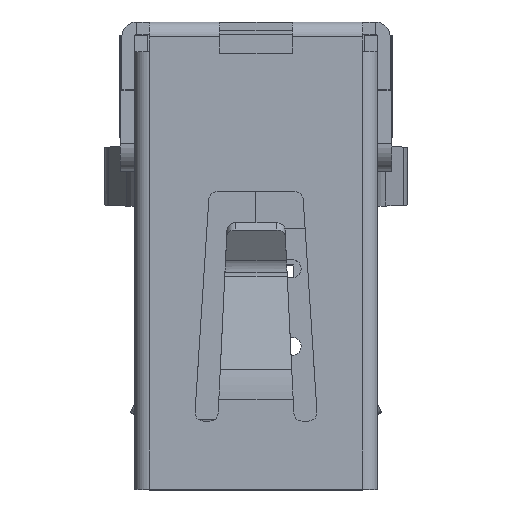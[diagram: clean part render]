
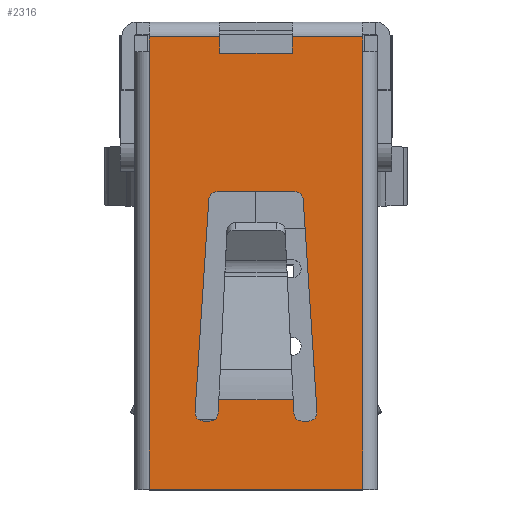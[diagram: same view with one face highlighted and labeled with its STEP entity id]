
A CAD part, top view. The second image highlights one B-rep face of the part: STEP entity #2316.
In plain terms, the highlighted planar face has unit normal (0, 0, 1).
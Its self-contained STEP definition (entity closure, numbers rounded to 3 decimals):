
#2316=ADVANCED_FACE('',(#5150,#5151),#5152,.T.);
#5150=FACE_BOUND('',#7062,.T.);
#5151=FACE_OUTER_BOUND('',#7063,.T.);
#5152=PLANE('',#7064);
#7062=EDGE_LOOP('',(#10601,#10602,#10603,#10604,#10605,#10606,#10607,#10608,#10609,#10610,#10611,#10612,#10613,#10614,#10615,#10616));
#7063=EDGE_LOOP('',(#10617,#10618,#10619,#10620,#10621,#10622,#10623,#10624,#10625,#10626));
#7064=AXIS2_PLACEMENT_3D('',#10627,#10628,#10629);
#10601=ORIENTED_EDGE('',*,*,#16023,.T.);
#10602=ORIENTED_EDGE('',*,*,#16024,.F.);
#10603=ORIENTED_EDGE('',*,*,#16025,.T.);
#10604=ORIENTED_EDGE('',*,*,#16026,.T.);
#10605=ORIENTED_EDGE('',*,*,#16027,.T.);
#10606=ORIENTED_EDGE('',*,*,#16028,.T.);
#10607=ORIENTED_EDGE('',*,*,#15890,.T.);
#10608=ORIENTED_EDGE('',*,*,#16029,.T.);
#10609=ORIENTED_EDGE('',*,*,#16030,.T.);
#10610=ORIENTED_EDGE('',*,*,#16031,.T.);
#10611=ORIENTED_EDGE('',*,*,#16032,.T.);
#10612=ORIENTED_EDGE('',*,*,#16033,.T.);
#10613=ORIENTED_EDGE('',*,*,#15892,.T.);
#10614=ORIENTED_EDGE('',*,*,#16034,.T.);
#10615=ORIENTED_EDGE('',*,*,#16035,.T.);
#10616=ORIENTED_EDGE('',*,*,#16036,.T.);
#10617=ORIENTED_EDGE('',*,*,#16037,.T.);
#10618=ORIENTED_EDGE('',*,*,#16038,.T.);
#10619=ORIENTED_EDGE('',*,*,#16039,.T.);
#10620=ORIENTED_EDGE('',*,*,#16040,.T.);
#10621=ORIENTED_EDGE('',*,*,#16041,.T.);
#10622=ORIENTED_EDGE('',*,*,#16042,.T.);
#10623=ORIENTED_EDGE('',*,*,#16043,.T.);
#10624=ORIENTED_EDGE('',*,*,#16044,.F.);
#10625=ORIENTED_EDGE('',*,*,#16045,.F.);
#10626=ORIENTED_EDGE('',*,*,#16046,.F.);
#10627=CARTESIAN_POINT('',(-2.56,0.475,6.6));
#10628=DIRECTION('',(0.,0.,1.0));
#10629=DIRECTION('',(1.0,0.,0.));
#15890=EDGE_CURVE('',#18543,#18547,#18549,.F.);
#15892=EDGE_CURVE('',#18553,#18550,#18554,.F.);
#16023=EDGE_CURVE('',#18810,#18811,#18812,.T.);
#16024=EDGE_CURVE('',#18813,#18811,#18814,.T.);
#16025=EDGE_CURVE('',#18813,#18815,#18816,.T.);
#16026=EDGE_CURVE('',#18815,#18817,#18818,.F.);
#16027=EDGE_CURVE('',#18817,#18819,#18820,.T.);
#16028=EDGE_CURVE('',#18819,#18543,#18821,.F.);
#16029=EDGE_CURVE('',#18547,#18822,#18823,.T.);
#16030=EDGE_CURVE('',#18822,#18824,#18825,.F.);
#16031=EDGE_CURVE('',#18824,#18826,#18827,.T.);
#16032=EDGE_CURVE('',#18826,#18828,#18829,.F.);
#16033=EDGE_CURVE('',#18828,#18553,#18830,.T.);
#16034=EDGE_CURVE('',#18550,#18831,#18832,.F.);
#16035=EDGE_CURVE('',#18831,#18833,#18834,.T.);
#16036=EDGE_CURVE('',#18833,#18810,#18835,.F.);
#16037=EDGE_CURVE('',#18836,#18837,#18838,.T.);
#16038=EDGE_CURVE('',#18837,#18839,#18840,.T.);
#16039=EDGE_CURVE('',#18839,#18841,#18842,.T.);
#16040=EDGE_CURVE('',#18841,#18843,#18844,.T.);
#16041=EDGE_CURVE('',#18843,#18845,#18846,.T.);
#16042=EDGE_CURVE('',#18845,#18847,#18848,.T.);
#16043=EDGE_CURVE('',#18847,#18849,#18850,.F.);
#16044=EDGE_CURVE('',#18851,#18849,#18852,.F.);
#16045=EDGE_CURVE('',#18853,#18851,#18854,.T.);
#16046=EDGE_CURVE('',#18836,#18853,#18855,.T.);
#18543=VERTEX_POINT('',#21557);
#18547=VERTEX_POINT('',#21562);
#18549=CIRCLE('',#21565,0.2);
#18550=VERTEX_POINT('',#21566);
#18553=VERTEX_POINT('',#21570);
#18554=CIRCLE('',#21571,0.2);
#18810=VERTEX_POINT('',#21904);
#18811=VERTEX_POINT('',#21905);
#18812=LINE('',#21906,#21907);
#18813=VERTEX_POINT('',#21908);
#18814=LINE('',#21909,#21910);
#18815=VERTEX_POINT('',#21911);
#18816=LINE('',#21912,#21913);
#18817=VERTEX_POINT('',#21914);
#18818=CIRCLE('',#21915,0.2);
#18819=VERTEX_POINT('',#21916);
#18820=LINE('',#21917,#21918);
#18821=CIRCLE('',#21919,0.2);
#18822=VERTEX_POINT('',#21920);
#18823=LINE('',#21921,#21922);
#18824=VERTEX_POINT('',#21923);
#18825=CIRCLE('',#21924,0.2);
#18826=VERTEX_POINT('',#21925);
#18827=LINE('',#21926,#21927);
#18828=VERTEX_POINT('',#21928);
#18829=CIRCLE('',#21929,0.2);
#18830=LINE('',#21930,#21931);
#18831=VERTEX_POINT('',#21932);
#18832=CIRCLE('',#21933,0.2);
#18833=VERTEX_POINT('',#21934);
#18834=LINE('',#21935,#21936);
#18835=CIRCLE('',#21937,0.2);
#18836=VERTEX_POINT('',#21938);
#18837=VERTEX_POINT('',#21939);
#18838=LINE('',#21940,#21941);
#18839=VERTEX_POINT('',#21942);
#18840=LINE('',#21943,#21944);
#18841=VERTEX_POINT('',#21945);
#18842=LINE('',#21946,#21947);
#18843=VERTEX_POINT('',#21948);
#18844=LINE('',#21949,#21950);
#18845=VERTEX_POINT('',#21951);
#18846=LINE('',#21952,#21953);
#18847=VERTEX_POINT('',#21954);
#18848=LINE('',#21955,#21956);
#18849=VERTEX_POINT('',#21957);
#18850=LINE('',#21958,#21959);
#18851=VERTEX_POINT('',#21960);
#18852=LINE('',#21961,#21962);
#18853=VERTEX_POINT('',#21963);
#18854=LINE('',#21964,#21965);
#18855=LINE('',#21966,#21967);
#21557=CARTESIAN_POINT('',(-1.437,-8.025,6.6));
#21562=CARTESIAN_POINT('',(-1.436,-8.012,6.6));
#21565=AXIS2_PLACEMENT_3D('',#24651,#24652,#24653);
#21566=CARTESIAN_POINT('',(1.437,-8.025,6.6));
#21570=CARTESIAN_POINT('',(1.436,-8.012,6.6));
#21571=AXIS2_PLACEMENT_3D('',#24655,#24656,#24657);
#21904=CARTESIAN_POINT('',(0.891,-8.035,6.6));
#21905=CARTESIAN_POINT('',(0.876,-7.725,6.6));
#21906=CARTESIAN_POINT('',(0.9,-8.225,6.6));
#21907=VECTOR('',#24894,1000.0);
#21908=CARTESIAN_POINT('',(-0.876,-7.725,6.6));
#21909=CARTESIAN_POINT('',(-0.9,-7.725,6.6));
#21910=VECTOR('',#24895,1000.0);
#21911=CARTESIAN_POINT('',(-0.891,-8.035,6.6));
#21912=CARTESIAN_POINT('',(-0.675,-3.552,6.6));
#21913=VECTOR('',#24896,1000.0);
#21914=CARTESIAN_POINT('',(-1.091,-8.225,6.6));
#21915=AXIS2_PLACEMENT_3D('',#24897,#24898,#24899);
#21916=CARTESIAN_POINT('',(-1.237,-8.225,6.6));
#21917=CARTESIAN_POINT('',(1.45,-8.225,6.6));
#21918=VECTOR('',#24900,1000.0);
#21919=AXIS2_PLACEMENT_3D('',#24901,#24902,#24903);
#21920=CARTESIAN_POINT('',(-1.112,-3.012,6.6));
#21921=CARTESIAN_POINT('',(-1.45,-8.225,6.6));
#21922=VECTOR('',#24904,1000.0);
#21923=CARTESIAN_POINT('',(-0.913,-2.825,6.6));
#21924=AXIS2_PLACEMENT_3D('',#24905,#24906,#24907);
#21925=CARTESIAN_POINT('',(0.913,-2.825,6.6));
#21926=CARTESIAN_POINT('',(-1.1,-2.825,6.6));
#21927=VECTOR('',#24908,1000.0);
#21928=CARTESIAN_POINT('',(1.112,-3.012,6.6));
#21929=AXIS2_PLACEMENT_3D('',#24909,#24910,#24911);
#21930=CARTESIAN_POINT('',(1.1,-2.825,6.6));
#21931=VECTOR('',#24912,1000.0);
#21932=CARTESIAN_POINT('',(1.237,-8.225,6.6));
#21933=AXIS2_PLACEMENT_3D('',#24913,#24914,#24915);
#21934=CARTESIAN_POINT('',(1.091,-8.225,6.6));
#21935=CARTESIAN_POINT('',(1.45,-8.225,6.6));
#21936=VECTOR('',#24916,1000.0);
#21937=AXIS2_PLACEMENT_3D('',#24917,#24918,#24919);
#21938=CARTESIAN_POINT('',(2.51,0.825,6.6));
#21939=CARTESIAN_POINT('',(0.85,0.825,6.6));
#21940=CARTESIAN_POINT('',(2.51,0.825,6.6));
#21941=VECTOR('',#24920,1000.0);
#21942=CARTESIAN_POINT('',(0.85,0.442,6.6));
#21943=CARTESIAN_POINT('',(0.85,1.442,6.6));
#21944=VECTOR('',#24921,1000.0);
#21945=CARTESIAN_POINT('',(-0.85,0.442,6.6));
#21946=CARTESIAN_POINT('',(0.85,0.442,6.6));
#21947=VECTOR('',#24922,1000.0);
#21948=CARTESIAN_POINT('',(-0.85,0.825,6.6));
#21949=CARTESIAN_POINT('',(-0.85,0.442,6.6));
#21950=VECTOR('',#24923,1000.0);
#21951=CARTESIAN_POINT('',(-2.51,0.825,6.6));
#21952=CARTESIAN_POINT('',(2.51,0.825,6.6));
#21953=VECTOR('',#24924,1000.0);
#21954=CARTESIAN_POINT('',(-2.51,0.475,6.6));
#21955=CARTESIAN_POINT('',(-2.51,0.825,6.6));
#21956=VECTOR('',#24925,1000.0);
#21957=CARTESIAN_POINT('',(-2.51,-9.825,6.6));
#21958=CARTESIAN_POINT('',(-2.51,0.475,6.6));
#21959=VECTOR('',#24926,1000.0);
#21960=CARTESIAN_POINT('',(2.51,-9.825,6.6));
#21961=CARTESIAN_POINT('',(-2.56,-9.825,6.6));
#21962=VECTOR('',#24927,1000.0);
#21963=CARTESIAN_POINT('',(2.51,0.475,6.6));
#21964=CARTESIAN_POINT('',(2.51,0.475,6.6));
#21965=VECTOR('',#24928,1000.0);
#21966=CARTESIAN_POINT('',(2.51,0.825,6.6));
#21967=VECTOR('',#24929,1000.0);
#24651=CARTESIAN_POINT('',(-1.237,-8.025,6.6));
#24652=DIRECTION('',(0.,0.,1.0));
#24653=DIRECTION('',(1.0,0.,0.));
#24655=CARTESIAN_POINT('',(1.237,-8.025,6.6));
#24656=DIRECTION('',(0.,0.,1.0));
#24657=DIRECTION('',(1.0,0.,0.));
#24894=DIRECTION('',(-0.048,0.999,0.));
#24895=DIRECTION('',(1.0,0.,0.));
#24896=DIRECTION('',(-0.048,-0.999,0.));
#24897=CARTESIAN_POINT('',(-1.091,-8.025,6.6));
#24898=DIRECTION('',(0.,0.,1.0));
#24899=DIRECTION('',(1.0,0.,0.));
#24900=DIRECTION('',(-1.0,0.,0.));
#24901=CARTESIAN_POINT('',(-1.237,-8.025,6.6));
#24902=DIRECTION('',(0.,0.,1.0));
#24903=DIRECTION('',(1.0,0.,0.));
#24904=DIRECTION('',(0.065,0.998,0.));
#24905=CARTESIAN_POINT('',(-0.913,-3.025,6.6));
#24906=DIRECTION('',(0.,0.,1.0));
#24907=DIRECTION('',(1.0,0.,0.));
#24908=DIRECTION('',(1.0,0.,0.));
#24909=CARTESIAN_POINT('',(0.913,-3.025,6.6));
#24910=DIRECTION('',(0.,0.,1.0));
#24911=DIRECTION('',(1.0,0.,0.));
#24912=DIRECTION('',(0.065,-0.998,0.));
#24913=CARTESIAN_POINT('',(1.237,-8.025,6.6));
#24914=DIRECTION('',(0.,0.,1.0));
#24915=DIRECTION('',(1.0,0.,0.));
#24916=DIRECTION('',(-1.0,0.,0.));
#24917=CARTESIAN_POINT('',(1.091,-8.025,6.6));
#24918=DIRECTION('',(0.,0.,1.0));
#24919=DIRECTION('',(1.0,0.,0.));
#24920=DIRECTION('',(-1.0,0.,0.));
#24921=DIRECTION('',(0.,-1.0,0.));
#24922=DIRECTION('',(-1.0,0.,0.));
#24923=DIRECTION('',(0.,1.0,0.));
#24924=DIRECTION('',(-1.0,0.,0.));
#24925=DIRECTION('',(0.,-1.0,0.));
#24926=DIRECTION('',(0.,1.0,0.));
#24927=DIRECTION('',(1.0,0.,0.));
#24928=DIRECTION('',(0.,-1.0,0.));
#24929=DIRECTION('',(0.,-1.0,0.));
